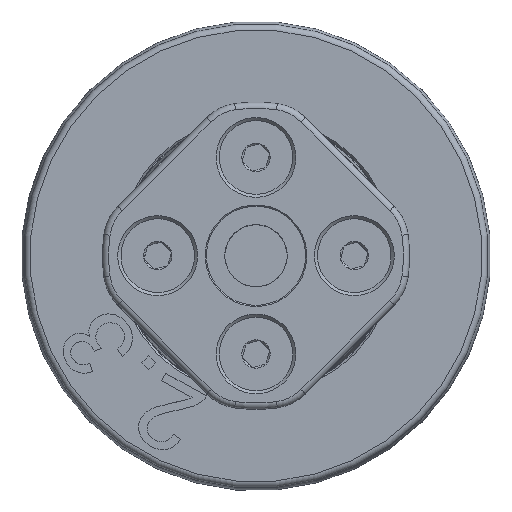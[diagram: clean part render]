
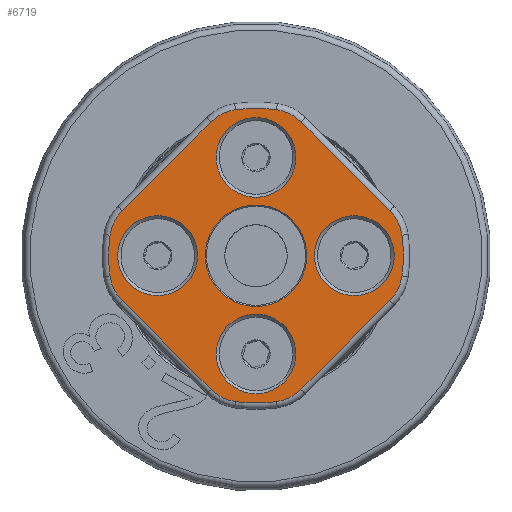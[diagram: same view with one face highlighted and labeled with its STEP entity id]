
A CAD part, top view. The second image highlights one B-rep face of the part: STEP entity #6719.
In plain terms, the highlighted planar face has unit normal (0, 0, 1).
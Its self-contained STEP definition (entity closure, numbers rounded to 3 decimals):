
#235=FACE_BOUND('',#2119,.T.);
#236=FACE_BOUND('',#2120,.T.);
#237=FACE_BOUND('',#2121,.T.);
#238=FACE_BOUND('',#2122,.T.);
#239=FACE_BOUND('',#2123,.T.);
#402=PLANE('',#7364);
#558=LINE('',#11804,#847);
#560=LINE('',#11828,#849);
#562=LINE('',#11852,#851);
#564=LINE('',#11876,#853);
#847=VECTOR('',#8199,10.);
#849=VECTOR('',#8229,10.);
#851=VECTOR('',#8259,10.);
#853=VECTOR('',#8289,10.);
#1690=FACE_OUTER_BOUND('',#2118,.T.);
#2118=EDGE_LOOP('',(#5109,#5110,#5111,#5112,#5113,#5114,#5115,#5116,#5117,
#5118,#5119,#5120,#5121,#5122,#5123,#5124));
#2119=EDGE_LOOP('',(#5125));
#2120=EDGE_LOOP('',(#5126));
#2121=EDGE_LOOP('',(#5127));
#2122=EDGE_LOOP('',(#5128));
#2123=EDGE_LOOP('',(#5129));
#2477=CIRCLE('',#7294,3.5);
#2483=CIRCLE('',#7302,3.5);
#2486=CIRCLE('',#7306,12.);
#2489=CIRCLE('',#7310,3.5);
#2493=CIRCLE('',#7316,3.5);
#2496=CIRCLE('',#7320,12.);
#2499=CIRCLE('',#7324,3.5);
#2503=CIRCLE('',#7330,3.5);
#2506=CIRCLE('',#7334,12.);
#2509=CIRCLE('',#7338,3.5);
#2513=CIRCLE('',#7344,3.5);
#2514=CIRCLE('',#7346,12.);
#2524=CIRCLE('',#7365,4.138);
#2525=CIRCLE('',#7366,3.25);
#2526=CIRCLE('',#7367,3.25);
#2527=CIRCLE('',#7368,3.25);
#2528=CIRCLE('',#7369,3.25);
#2927=VERTEX_POINT('',#11792);
#2928=VERTEX_POINT('',#11794);
#2930=VERTEX_POINT('',#11800);
#2932=VERTEX_POINT('',#11806);
#2934=VERTEX_POINT('',#11812);
#2936=VERTEX_POINT('',#11818);
#2938=VERTEX_POINT('',#11824);
#2940=VERTEX_POINT('',#11830);
#2942=VERTEX_POINT('',#11836);
#2944=VERTEX_POINT('',#11842);
#2946=VERTEX_POINT('',#11848);
#2948=VERTEX_POINT('',#11854);
#2950=VERTEX_POINT('',#11860);
#2952=VERTEX_POINT('',#11866);
#2954=VERTEX_POINT('',#11872);
#2956=VERTEX_POINT('',#11878);
#2983=VERTEX_POINT('',#11969);
#2984=VERTEX_POINT('',#11971);
#2985=VERTEX_POINT('',#11973);
#2986=VERTEX_POINT('',#11975);
#2987=VERTEX_POINT('',#11977);
#3688=EDGE_CURVE('',#2927,#2928,#2477,.T.);
#3693=EDGE_CURVE('',#2928,#2930,#558,.T.);
#3696=EDGE_CURVE('',#2930,#2932,#2483,.T.);
#3699=EDGE_CURVE('',#2932,#2934,#2486,.T.);
#3702=EDGE_CURVE('',#2934,#2936,#2489,.T.);
#3705=EDGE_CURVE('',#2936,#2938,#560,.T.);
#3708=EDGE_CURVE('',#2938,#2940,#2493,.T.);
#3711=EDGE_CURVE('',#2940,#2942,#2496,.T.);
#3714=EDGE_CURVE('',#2942,#2944,#2499,.T.);
#3717=EDGE_CURVE('',#2944,#2946,#562,.T.);
#3720=EDGE_CURVE('',#2946,#2948,#2503,.T.);
#3723=EDGE_CURVE('',#2948,#2950,#2506,.T.);
#3726=EDGE_CURVE('',#2950,#2952,#2509,.T.);
#3729=EDGE_CURVE('',#2952,#2954,#564,.T.);
#3732=EDGE_CURVE('',#2954,#2956,#2513,.T.);
#3733=EDGE_CURVE('',#2956,#2927,#2514,.T.);
#3768=EDGE_CURVE('',#2983,#2983,#2524,.T.);
#3769=EDGE_CURVE('',#2984,#2984,#2525,.T.);
#3770=EDGE_CURVE('',#2985,#2985,#2526,.T.);
#3771=EDGE_CURVE('',#2986,#2986,#2527,.T.);
#3772=EDGE_CURVE('',#2987,#2987,#2528,.T.);
#5109=ORIENTED_EDGE('',*,*,#3688,.F.);
#5110=ORIENTED_EDGE('',*,*,#3733,.F.);
#5111=ORIENTED_EDGE('',*,*,#3732,.F.);
#5112=ORIENTED_EDGE('',*,*,#3729,.F.);
#5113=ORIENTED_EDGE('',*,*,#3726,.F.);
#5114=ORIENTED_EDGE('',*,*,#3723,.F.);
#5115=ORIENTED_EDGE('',*,*,#3720,.F.);
#5116=ORIENTED_EDGE('',*,*,#3717,.F.);
#5117=ORIENTED_EDGE('',*,*,#3714,.F.);
#5118=ORIENTED_EDGE('',*,*,#3711,.F.);
#5119=ORIENTED_EDGE('',*,*,#3708,.F.);
#5120=ORIENTED_EDGE('',*,*,#3705,.F.);
#5121=ORIENTED_EDGE('',*,*,#3702,.F.);
#5122=ORIENTED_EDGE('',*,*,#3699,.F.);
#5123=ORIENTED_EDGE('',*,*,#3696,.F.);
#5124=ORIENTED_EDGE('',*,*,#3693,.F.);
#5125=ORIENTED_EDGE('',*,*,#3768,.F.);
#5126=ORIENTED_EDGE('',*,*,#3769,.T.);
#5127=ORIENTED_EDGE('',*,*,#3770,.T.);
#5128=ORIENTED_EDGE('',*,*,#3771,.T.);
#5129=ORIENTED_EDGE('',*,*,#3772,.T.);
#6719=ADVANCED_FACE('',(#1690,#235,#236,#237,#238,#239),#402,.T.);
#7294=AXIS2_PLACEMENT_3D('',#11795,#8188,#8189);
#7302=AXIS2_PLACEMENT_3D('',#11810,#8206,#8207);
#7306=AXIS2_PLACEMENT_3D('',#11816,#8214,#8215);
#7310=AXIS2_PLACEMENT_3D('',#11822,#8222,#8223);
#7316=AXIS2_PLACEMENT_3D('',#11834,#8236,#8237);
#7320=AXIS2_PLACEMENT_3D('',#11840,#8244,#8245);
#7324=AXIS2_PLACEMENT_3D('',#11846,#8252,#8253);
#7330=AXIS2_PLACEMENT_3D('',#11858,#8266,#8267);
#7334=AXIS2_PLACEMENT_3D('',#11864,#8274,#8275);
#7338=AXIS2_PLACEMENT_3D('',#11870,#8282,#8283);
#7344=AXIS2_PLACEMENT_3D('',#11882,#8296,#8297);
#7346=AXIS2_PLACEMENT_3D('',#11884,#8300,#8301);
#7364=AXIS2_PLACEMENT_3D('',#11968,#8357,#8358);
#7365=AXIS2_PLACEMENT_3D('',#11970,#8359,#8360);
#7366=AXIS2_PLACEMENT_3D('',#11972,#8361,#8362);
#7367=AXIS2_PLACEMENT_3D('',#11974,#8363,#8364);
#7368=AXIS2_PLACEMENT_3D('',#11976,#8365,#8366);
#7369=AXIS2_PLACEMENT_3D('',#11978,#8367,#8368);
#8188=DIRECTION('center_axis',(0.,0.,-1.));
#8189=DIRECTION('ref_axis',(-0.317,0.948,0.));
#8199=DIRECTION('',(1.,0.,0.));
#8206=DIRECTION('center_axis',(0.,0.,-1.));
#8207=DIRECTION('ref_axis',(0.317,0.948,0.));
#8214=DIRECTION('center_axis',(0.,0.,-1.));
#8215=DIRECTION('ref_axis',(0.707,0.707,0.));
#8222=DIRECTION('center_axis',(0.,0.,-1.));
#8223=DIRECTION('ref_axis',(0.948,0.317,0.));
#8229=DIRECTION('',(0.,-1.,0.));
#8236=DIRECTION('center_axis',(0.,0.,-1.));
#8237=DIRECTION('ref_axis',(0.948,-0.317,0.));
#8244=DIRECTION('center_axis',(0.,0.,-1.));
#8245=DIRECTION('ref_axis',(0.707,-0.707,0.));
#8252=DIRECTION('center_axis',(0.,0.,-1.));
#8253=DIRECTION('ref_axis',(0.317,-0.948,0.));
#8259=DIRECTION('',(-1.,0.,0.));
#8266=DIRECTION('center_axis',(0.,0.,-1.));
#8267=DIRECTION('ref_axis',(-0.317,-0.948,0.));
#8274=DIRECTION('center_axis',(0.,0.,-1.));
#8275=DIRECTION('ref_axis',(-0.707,-0.707,0.));
#8282=DIRECTION('center_axis',(0.,0.,-1.));
#8283=DIRECTION('ref_axis',(-0.948,-0.317,0.));
#8289=DIRECTION('',(0.,1.,0.));
#8296=DIRECTION('center_axis',(0.,0.,-1.));
#8297=DIRECTION('ref_axis',(-0.948,0.317,0.));
#8300=DIRECTION('center_axis',(0.,0.,-1.));
#8301=DIRECTION('ref_axis',(-0.707,0.707,0.));
#8357=DIRECTION('center_axis',(0.,0.,1.));
#8358=DIRECTION('ref_axis',(-1.,0.,0.));
#8359=DIRECTION('center_axis',(0.,0.,1.));
#8360=DIRECTION('ref_axis',(-1.,0.,0.));
#8361=DIRECTION('center_axis',(0.,0.,-1.));
#8362=DIRECTION('ref_axis',(-1.,0.,0.));
#8363=DIRECTION('center_axis',(0.,0.,-1.));
#8364=DIRECTION('ref_axis',(-1.,0.,0.));
#8365=DIRECTION('center_axis',(0.,0.,-1.));
#8366=DIRECTION('ref_axis',(-1.,0.,0.));
#8367=DIRECTION('center_axis',(0.,0.,-1.));
#8368=DIRECTION('ref_axis',(-1.,0.,0.));
#11792=CARTESIAN_POINT('',(-7.223,9.582,8.));
#11794=CARTESIAN_POINT('',(-5.117,10.288,8.));
#11795=CARTESIAN_POINT('Origin',(-5.117,6.788,8.));
#11800=CARTESIAN_POINT('',(5.117,10.288,8.));
#11804=CARTESIAN_POINT('',(5.394,10.288,8.));
#11806=CARTESIAN_POINT('',(7.223,9.582,8.));
#11810=CARTESIAN_POINT('Origin',(5.117,6.788,8.));
#11812=CARTESIAN_POINT('',(9.582,7.223,8.));
#11816=CARTESIAN_POINT('Origin',(0.,0.,8.));
#11818=CARTESIAN_POINT('',(10.288,5.117,8.));
#11822=CARTESIAN_POINT('Origin',(6.788,5.117,8.));
#11824=CARTESIAN_POINT('',(10.288,-5.117,8.));
#11828=CARTESIAN_POINT('',(10.288,-5.394,8.));
#11830=CARTESIAN_POINT('',(9.582,-7.223,8.));
#11834=CARTESIAN_POINT('Origin',(6.788,-5.117,8.));
#11836=CARTESIAN_POINT('',(7.223,-9.582,8.));
#11840=CARTESIAN_POINT('Origin',(0.,0.,8.));
#11842=CARTESIAN_POINT('',(5.117,-10.288,8.));
#11846=CARTESIAN_POINT('Origin',(5.117,-6.788,8.));
#11848=CARTESIAN_POINT('',(-5.117,-10.288,8.));
#11852=CARTESIAN_POINT('',(-5.394,-10.288,8.));
#11854=CARTESIAN_POINT('',(-7.223,-9.582,8.));
#11858=CARTESIAN_POINT('Origin',(-5.117,-6.788,8.));
#11860=CARTESIAN_POINT('',(-9.582,-7.223,8.));
#11864=CARTESIAN_POINT('Origin',(0.,0.,8.));
#11866=CARTESIAN_POINT('',(-10.288,-5.117,8.));
#11870=CARTESIAN_POINT('Origin',(-6.788,-5.117,8.));
#11872=CARTESIAN_POINT('',(-10.288,5.117,8.));
#11876=CARTESIAN_POINT('',(-10.288,5.394,8.));
#11878=CARTESIAN_POINT('',(-9.582,7.223,8.));
#11882=CARTESIAN_POINT('Origin',(-6.788,5.117,8.));
#11884=CARTESIAN_POINT('Origin',(0.,0.,8.));
#11968=CARTESIAN_POINT('Origin',(0.,0.,8.));
#11969=CARTESIAN_POINT('',(4.138,0.,8.));
#11970=CARTESIAN_POINT('Origin',(0.,0.,8.));
#11971=CARTESIAN_POINT('',(8.907,5.657,8.));
#11972=CARTESIAN_POINT('Origin',(5.657,5.657,8.));
#11973=CARTESIAN_POINT('',(8.907,-5.657,8.));
#11974=CARTESIAN_POINT('Origin',(5.657,-5.657,8.));
#11975=CARTESIAN_POINT('',(-2.407,5.657,8.));
#11976=CARTESIAN_POINT('Origin',(-5.657,5.657,8.));
#11977=CARTESIAN_POINT('',(-2.407,-5.657,8.));
#11978=CARTESIAN_POINT('Origin',(-5.657,-5.657,8.));
